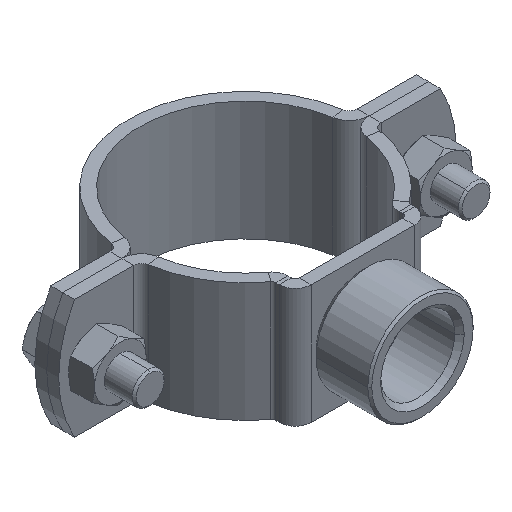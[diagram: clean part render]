
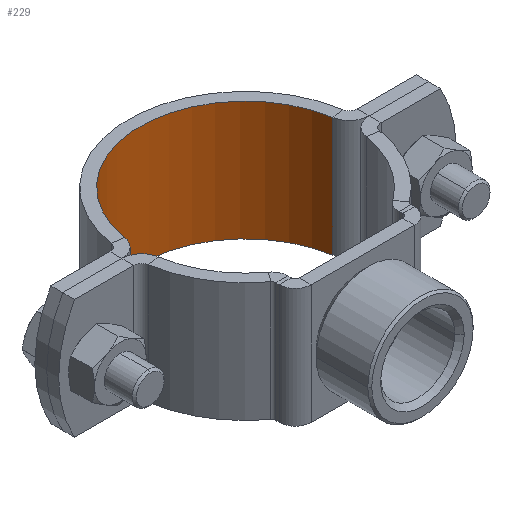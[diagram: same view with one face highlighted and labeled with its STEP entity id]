
A CAD part, isometric view. The second image highlights one B-rep face of the part: STEP entity #229.
In plain terms, the highlighted cylindrical face has radius 26.5 mm (diameter 53 mm), a partial arc.
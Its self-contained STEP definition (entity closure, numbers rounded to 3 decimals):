
#229 = ADVANCED_FACE ( 'NONE', ( #2009 ), #2019, .F. ) ;
#611 = DIRECTION ( 'NONE',  ( 0., 0., -1. ) ) ;
#1375 = AXIS2_PLACEMENT_3D ( 'NONE', #4157, #4156, #4148 ) ;
#2009 = FACE_OUTER_BOUND ( 'NONE', #2166, .T. ) ;
#2019 = CYLINDRICAL_SURFACE ( 'NONE', #2277, 26.5 ) ;
#2027 = CARTESIAN_POINT ( 'NONE',  ( 0., 0., 15. ) ) ;
#2048 = DIRECTION ( 'NONE',  ( 0., 0., -1. ) ) ;
#2056 = DIRECTION ( 'NONE',  ( -1., 0., 0. ) ) ;
#2166 = EDGE_LOOP ( 'NONE', ( #2302, #2308, #2309, #2314 ) ) ;
#2277 = AXIS2_PLACEMENT_3D ( 'NONE', #2027, #2048, #2056 ) ;
#2302 = ORIENTED_EDGE ( 'NONE', *, *, #2707, .F. ) ;
#2308 = ORIENTED_EDGE ( 'NONE', *, *, #5192, .F. ) ;
#2309 = ORIENTED_EDGE ( 'NONE', *, *, #3249, .T. ) ;
#2314 = ORIENTED_EDGE ( 'NONE', *, *, #2815, .T. ) ;
#2541 = CARTESIAN_POINT ( 'NONE',  ( 26.164, -4.206, -15. ) ) ;
#2609 = DIRECTION ( 'NONE',  ( 1., 0., 0. ) ) ;
#2614 = DIRECTION ( 'NONE',  ( 0., 0., 1. ) ) ;
#2620 = CARTESIAN_POINT ( 'NONE',  ( 0., 0., 15. ) ) ;
#2648 = CARTESIAN_POINT ( 'NONE',  ( 26.164, -4.206, 15. ) ) ;
#2707 = EDGE_CURVE ( 'NONE', #2736, #3256, #3754, .T. ) ;
#2736 = VERTEX_POINT ( 'NONE', #4097 ) ;
#2811 = VERTEX_POINT ( 'NONE', #3892 ) ;
#2815 = EDGE_CURVE ( 'NONE', #3218, #3256, #3881, .T. ) ;
#2855 = AXIS2_PLACEMENT_3D ( 'NONE', #2620, #2614, #2609 ) ;
#2856 = LINE ( 'NONE', #4328, #3547 ) ;
#3218 = VERTEX_POINT ( 'NONE', #2648 ) ;
#3249 = EDGE_CURVE ( 'NONE', #2811, #3218, #4848, .T. ) ;
#3256 = VERTEX_POINT ( 'NONE', #2541 ) ;
#3547 = VECTOR ( 'NONE', #611, 1000. ) ;
#3754 = CIRCLE ( 'NONE', #1375, 26.5 ) ;
#3878 = DIRECTION ( 'NONE',  ( 0., 0., -1. ) ) ;
#3879 = CARTESIAN_POINT ( 'NONE',  ( 26.164, -4.206, 15. ) ) ;
#3881 = LINE ( 'NONE', #3879, #3890 ) ;
#3890 = VECTOR ( 'NONE', #3878, 1000. ) ;
#3892 = CARTESIAN_POINT ( 'NONE',  ( -26.164, -4.206, 15. ) ) ;
#4097 = CARTESIAN_POINT ( 'NONE',  ( -26.164, -4.206, -15. ) ) ;
#4148 = DIRECTION ( 'NONE',  ( 1., 0., 0. ) ) ;
#4156 = DIRECTION ( 'NONE',  ( 0., 0., 1. ) ) ;
#4157 = CARTESIAN_POINT ( 'NONE',  ( 0., 0., -15. ) ) ;
#4328 = CARTESIAN_POINT ( 'NONE',  ( -26.164, -4.206, 15. ) ) ;
#4848 = CIRCLE ( 'NONE', #2855, 26.5 ) ;
#5192 = EDGE_CURVE ( 'NONE', #2811, #2736, #2856, .T. ) ;
